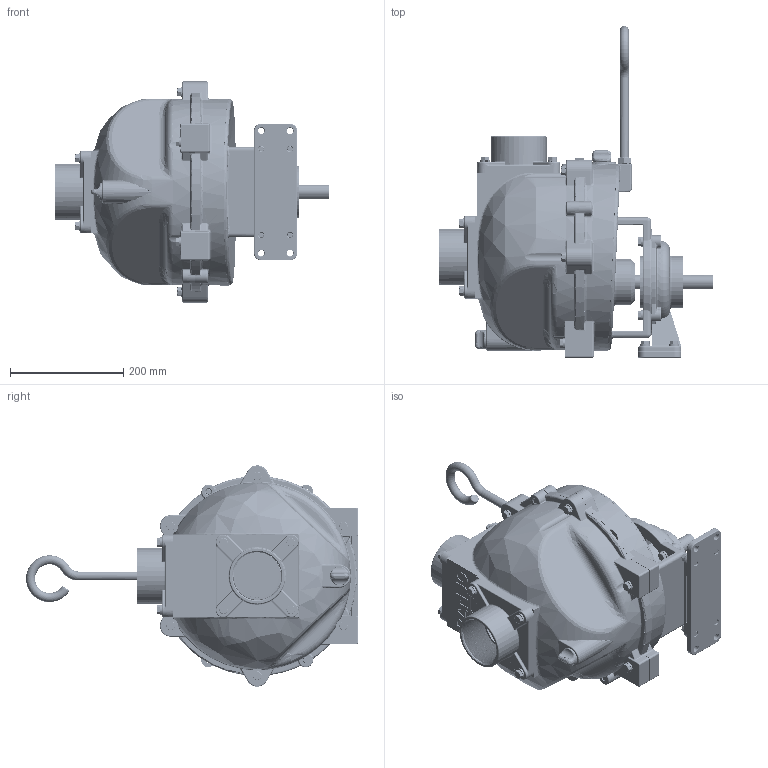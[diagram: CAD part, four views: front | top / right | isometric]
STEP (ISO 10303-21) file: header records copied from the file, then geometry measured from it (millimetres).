
FILE_DESCRIPTION((''),'2;1');
FILE_NAME('333PBI.stp','2013-05-13T10:33:42',('mclevenger'),(''),'Autodesk Inventor 2013','Autodesk Inventor 2013','');
FILE_SCHEMA(('AUTOMOTIVE_DESIGN { 1 0 10303 214 1 1 1 1 }'));
Length unit declared in the file: inch
Products named in the file (40): 333PBI; 16704; 16704X; 16020; 16733; 16712X; 16011; 16706; 16012; 16015; 16014; 16017; 16018; 16021; 16001; 16003; V20018; 18027; 16702; 16773; 16019A; 16019B; 16019C; 16713; 16765; 18034; 18033; 17704; 16901; 16710; V20011SS; 18500; 18501; 18504; 18502; 18506; 18511; 18512; 13777; 13778V
Assembly tree (89 placements, depth 4):
  333PBI
    16704
      16704X
      16020  x2
    16733
      16712X
      16011
      16706
        16012
        16015
        16014
        16017
        16018
        16021
      16001
      16003
      V20018  x8
      18027  x8
    16702
    16773
    16019A
    16019B
    16019C
    16713
    16765
    18034
    18033
    17704  x4
    16901
    16710
    V20018  x17
    V20011SS  x9
    18500
      18501
      18504
      18502  x2
      18506  x2
    18511
    18512  x4
    13777  x2
    13778V  x2
Bounding box: 485.03 x 585.71 x 390.52 mm (x, y, z)
Volume: 7638578.3 mm3; surface area: 2034302 mm2
Topology: 85 solids, 85 shells, 7343 faces, 16927 edges, 9787 vertices
Faces by surface type: cylinder 2826, cone 2236, plane 1275, bspline 701, torus 252, sphere 53
Full cylindrical faces by diameter (mm): 6.35 x1, 7.112 x2, 7.798 x21, 8.236 x52, 9.512 x2, 9.525 x54, 9.728 x1, 9.906 x2, 9.982 x3, 10.16 x8, 10.312 x16, 10.49 x6, 11.125 x12, 11.43 x1, 14.287 x1, 14.288 x1, 15.875 x2, 17.78 x2, 22.631 x1, 23.368 x1, 23.767 x9, 23.813 x1, 24.13 x1, 25.4 x5, 26.289 x1, 29.718 x2, 30 x2, 30.01 x2, 31.75 x1, 33.274 x2
Entity records: 142484 total; most frequent: CARTESIAN_POINT 68193, ORIENTED_EDGE 15576, DIRECTION 13873, EDGE_CURVE 7788, AXIS2_PLACEMENT_3D 5396, VERTEX_POINT 4898, EDGE_LOOP 3988, FACE_OUTER_BOUND 3378
